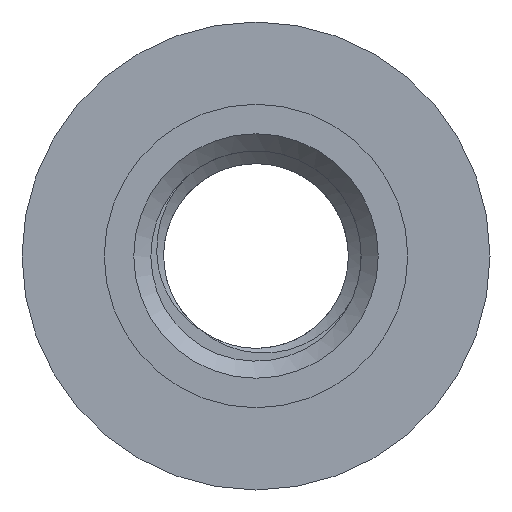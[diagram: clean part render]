
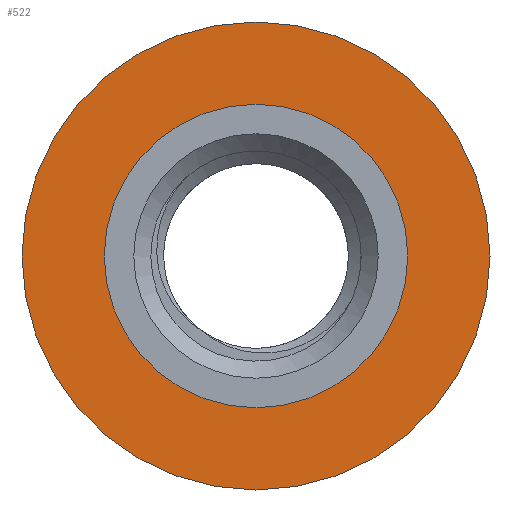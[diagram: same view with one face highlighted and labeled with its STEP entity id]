
A CAD part, front view. The second image highlights one B-rep face of the part: STEP entity #522.
In plain terms, the highlighted planar face has unit normal (0, -1, 0).
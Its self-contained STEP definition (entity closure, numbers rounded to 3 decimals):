
#23 = EDGE_LOOP ( 'NONE', ( #413 ) ) ;
#31 = CIRCLE ( 'NONE', #175, 1.803 ) ;
#82 = CARTESIAN_POINT ( 'NONE',  ( 0., 1.524, 0. ) ) ;
#105 = PLANE ( 'NONE',  #209 ) ;
#123 = DIRECTION ( 'NONE',  ( 1., 0., 0. ) ) ;
#158 = FACE_BOUND ( 'NONE', #261, .T. ) ;
#168 = CARTESIAN_POINT ( 'NONE',  ( 2.781, 1.524, 0. ) ) ;
#175 = AXIS2_PLACEMENT_3D ( 'NONE', #82, #431, #123 ) ;
#191 = CARTESIAN_POINT ( 'NONE',  ( 0., 1.524, 0. ) ) ;
#209 = AXIS2_PLACEMENT_3D ( 'NONE', #168, #224, #598 ) ;
#211 = CARTESIAN_POINT ( 'NONE',  ( 1.803, 1.524, 0. ) ) ;
#216 = VERTEX_POINT ( 'NONE', #211 ) ;
#224 = DIRECTION ( 'NONE',  ( 0., -1., 0. ) ) ;
#244 = ORIENTED_EDGE ( 'NONE', *, *, #530, .F. ) ;
#247 = DIRECTION ( 'NONE',  ( 1., 0., 0. ) ) ;
#261 = EDGE_LOOP ( 'NONE', ( #244 ) ) ;
#401 = EDGE_CURVE ( 'NONE', #637, #637, #469, .T. ) ;
#413 = ORIENTED_EDGE ( 'NONE', *, *, #401, .T. ) ;
#431 = DIRECTION ( 'NONE',  ( 0., -1., 0. ) ) ;
#440 = FACE_OUTER_BOUND ( 'NONE', #23, .T. ) ;
#469 = CIRCLE ( 'NONE', #542, 2.781 ) ;
#471 = CARTESIAN_POINT ( 'NONE',  ( 2.781, 1.524, 0. ) ) ;
#522 = ADVANCED_FACE ( 'NONE', ( #440, #158 ), #105, .T. ) ;
#530 = EDGE_CURVE ( 'NONE', #216, #216, #31, .T. ) ;
#542 = AXIS2_PLACEMENT_3D ( 'NONE', #191, #564, #247 ) ;
#564 = DIRECTION ( 'NONE',  ( 0., -1., 0. ) ) ;
#598 = DIRECTION ( 'NONE',  ( 1., 0., 0. ) ) ;
#637 = VERTEX_POINT ( 'NONE', #471 ) ;
